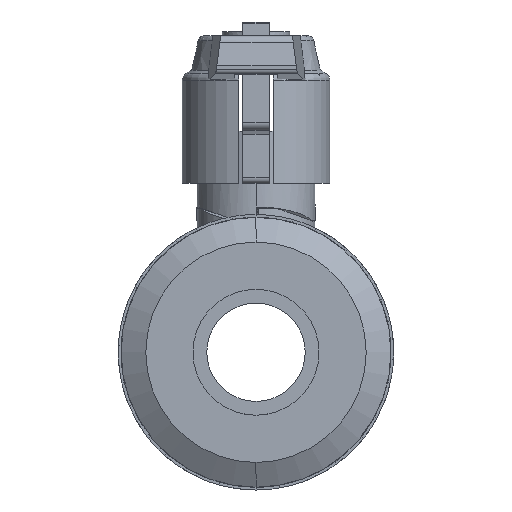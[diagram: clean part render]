
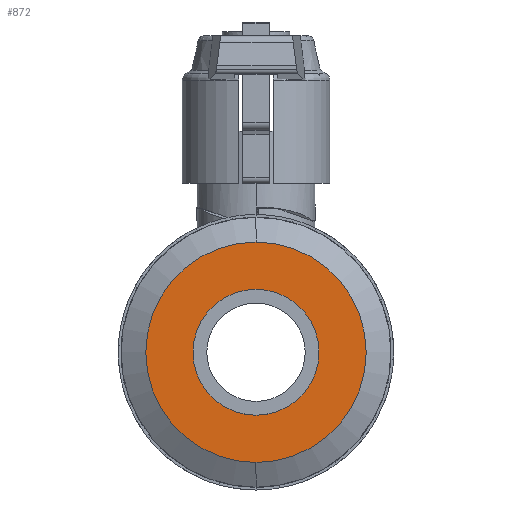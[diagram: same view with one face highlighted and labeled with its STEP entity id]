
A CAD part, left-side view. The second image highlights one B-rep face of the part: STEP entity #872.
In plain terms, the highlighted planar face has unit normal (-1, 0, 0).
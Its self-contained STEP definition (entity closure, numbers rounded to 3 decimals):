
#872=ADVANCED_FACE('',(#1790,#1791),#1792,.T.);
#1790=FACE_BOUND('',#2749,.T.);
#1791=FACE_OUTER_BOUND('',#2750,.T.);
#1792=PLANE('',#2751);
#2749=EDGE_LOOP('',(#5492,#5493));
#2750=EDGE_LOOP('',(#5494,#5495));
#2751=AXIS2_PLACEMENT_3D('',#5496,#5497,#5498);
#5492=ORIENTED_EDGE('',*,*,#6548,.F.);
#5493=ORIENTED_EDGE('',*,*,#6061,.F.);
#5494=ORIENTED_EDGE('',*,*,#5910,.T.);
#5495=ORIENTED_EDGE('',*,*,#6914,.T.);
#5496=CARTESIAN_POINT('',(-48.941,0.0,24.0));
#5497=DIRECTION('',(-1.0,0.0,0.0));
#5498=DIRECTION('',(0.0,-0.0,1.0));
#5910=EDGE_CURVE('',#7133,#7137,#7139,.T.);
#6061=EDGE_CURVE('',#7428,#7424,#7430,.T.);
#6548=EDGE_CURVE('',#7424,#7428,#8158,.T.);
#6914=EDGE_CURVE('',#7137,#7133,#8632,.T.);
#7133=VERTEX_POINT('',#8936);
#7137=VERTEX_POINT('',#8941);
#7139=CIRCLE('',#8944,28.0);
#7424=VERTEX_POINT('',#9301);
#7428=VERTEX_POINT('',#9306);
#7430=CIRCLE('',#9309,16.005);
#8158=CIRCLE('',#10830,16.005);
#8632=CIRCLE('',#11472,28.0);
#8936=CARTESIAN_POINT('',(-48.941,0.0,28.0));
#8941=CARTESIAN_POINT('',(-48.941,0.,-28.0));
#8944=AXIS2_PLACEMENT_3D('',#11780,#11781,#11782);
#9301=CARTESIAN_POINT('',(-48.941,0.0,16.005));
#9306=CARTESIAN_POINT('',(-48.941,0.,-16.005));
#9309=AXIS2_PLACEMENT_3D('',#12058,#12059,#12060);
#10830=AXIS2_PLACEMENT_3D('',#12583,#12584,#12585);
#11472=AXIS2_PLACEMENT_3D('',#12964,#12965,#12966);
#11780=CARTESIAN_POINT('',(-48.941,0.0,0.0));
#11781=DIRECTION('',(-1.0,0.0,0.0));
#11782=DIRECTION('',(0.0,-0.0,1.0));
#12058=CARTESIAN_POINT('',(-48.941,0.0,0.0));
#12059=DIRECTION('',(-1.0,0.0,0.0));
#12060=DIRECTION('',(0.0,-0.0,1.0));
#12583=CARTESIAN_POINT('',(-48.941,0.0,0.0));
#12584=DIRECTION('',(-1.0,0.0,0.0));
#12585=DIRECTION('',(0.0,-0.0,1.0));
#12964=CARTESIAN_POINT('',(-48.941,0.0,0.0));
#12965=DIRECTION('',(-1.0,0.0,0.0));
#12966=DIRECTION('',(0.0,-0.0,1.0));
